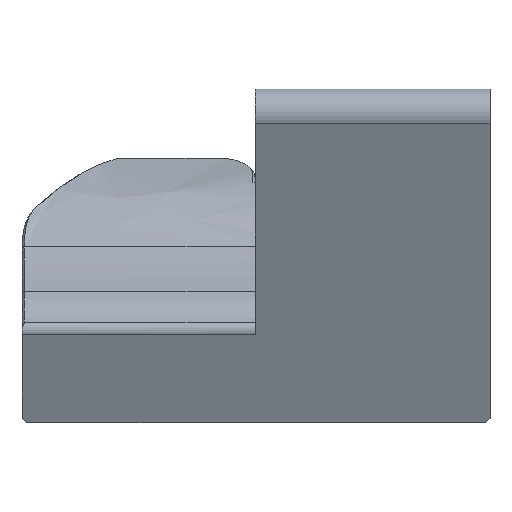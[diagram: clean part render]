
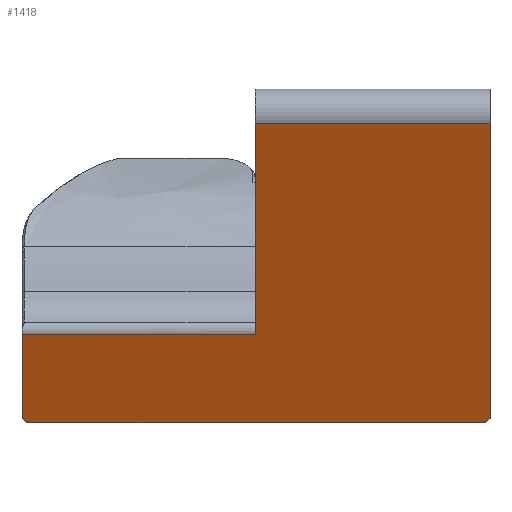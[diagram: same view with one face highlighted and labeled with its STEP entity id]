
A CAD part, top view. The second image highlights one B-rep face of the part: STEP entity #1418.
In plain terms, the highlighted planar face has unit normal (0, -0.423, 0.906).
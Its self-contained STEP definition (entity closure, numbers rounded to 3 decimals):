
#138=B_SPLINE_CURVE_WITH_KNOTS('',3,(#2930,#2931,#2932,#2933,#2934,#2935,
#2936),.UNSPECIFIED.,.F.,.F.,(4,3,4),(0.,0.072,0.144),
 .UNSPECIFIED.);
#152=B_SPLINE_CURVE_WITH_KNOTS('',3,(#3355,#3356,#3357,#3358),
 .UNSPECIFIED.,.F.,.F.,(4,4),(0.151,0.18),
 .UNSPECIFIED.);
#196=PLANE('',#1523);
#214=LINE('',#2573,#287);
#240=LINE('',#2980,#313);
#247=LINE('',#3429,#320);
#248=LINE('',#3432,#321);
#249=LINE('',#3433,#322);
#250=LINE('',#3434,#323);
#251=LINE('',#3435,#324);
#287=VECTOR('',#1613,10.);
#313=VECTOR('',#1661,10.);
#320=VECTOR('',#1692,2.);
#321=VECTOR('',#1695,10.);
#322=VECTOR('',#1696,10.);
#323=VECTOR('',#1697,10.);
#324=VECTOR('',#1698,10.);
#412=FACE_OUTER_BOUND('',#496,.T.);
#496=EDGE_LOOP('',(#1162,#1163,#1164,#1165,#1166,#1167,#1168,#1169,#1170));
#619=VERTEX_POINT('',#2571);
#620=VERTEX_POINT('',#2572);
#647=VERTEX_POINT('',#2928);
#648=VERTEX_POINT('',#2929);
#653=VERTEX_POINT('',#2978);
#661=VERTEX_POINT('',#3354);
#667=VERTEX_POINT('',#3413);
#671=VERTEX_POINT('',#3427);
#672=VERTEX_POINT('',#3431);
#773=EDGE_CURVE('',#619,#620,#214,.T.);
#815=EDGE_CURVE('',#647,#648,#138,.T.);
#825=EDGE_CURVE('',#653,#619,#240,.T.);
#844=EDGE_CURVE('',#648,#661,#152,.T.);
#855=EDGE_CURVE('',#671,#667,#247,.T.);
#856=EDGE_CURVE('',#672,#653,#248,.T.);
#857=EDGE_CURVE('',#667,#672,#249,.T.);
#858=EDGE_CURVE('',#661,#671,#250,.T.);
#859=EDGE_CURVE('',#620,#647,#251,.T.);
#1162=ORIENTED_EDGE('',*,*,#773,.F.);
#1163=ORIENTED_EDGE('',*,*,#825,.F.);
#1164=ORIENTED_EDGE('',*,*,#856,.F.);
#1165=ORIENTED_EDGE('',*,*,#857,.F.);
#1166=ORIENTED_EDGE('',*,*,#855,.F.);
#1167=ORIENTED_EDGE('',*,*,#858,.F.);
#1168=ORIENTED_EDGE('',*,*,#844,.F.);
#1169=ORIENTED_EDGE('',*,*,#815,.F.);
#1170=ORIENTED_EDGE('',*,*,#859,.F.);
#1418=ADVANCED_FACE('',(#412),#196,.T.);
#1523=AXIS2_PLACEMENT_3D('',#3430,#1693,#1694);
#1613=DIRECTION('',(-0.702,-0.646,-0.301));
#1661=DIRECTION('',(0.,-0.906,-0.423));
#1692=DIRECTION('',(1.,0.,0.));
#1693=DIRECTION('center_axis',(0.,-0.423,0.906));
#1694=DIRECTION('ref_axis',(0.,0.906,0.423));
#1695=DIRECTION('',(1.,0.,0.));
#1696=DIRECTION('',(0.,0.906,0.423));
#1697=DIRECTION('',(0.,0.906,0.423));
#1698=DIRECTION('',(-1.,0.,0.));
#2571=CARTESIAN_POINT('',(40.521,-51.859,44.576));
#2572=CARTESIAN_POINT('',(39.521,-52.779,44.147));
#2573=CARTESIAN_POINT('',(41.528,-50.932,45.008));
#2928=CARTESIAN_POINT('',(-54.919,-52.779,44.147));
#2929=CARTESIAN_POINT('',(-55.939,-51.859,44.576));
#2930=CARTESIAN_POINT('Ctrl Pts',(-54.919,-52.779,44.147));
#2931=CARTESIAN_POINT('Ctrl Pts',(-55.088,-52.626,44.218));
#2932=CARTESIAN_POINT('Ctrl Pts',(-55.258,-52.472,44.29));
#2933=CARTESIAN_POINT('Ctrl Pts',(-55.427,-52.319,44.361));
#2934=CARTESIAN_POINT('Ctrl Pts',(-55.597,-52.166,44.433));
#2935=CARTESIAN_POINT('Ctrl Pts',(-55.768,-52.012,44.504));
#2936=CARTESIAN_POINT('Ctrl Pts',(-55.939,-51.859,44.576));
#2978=CARTESIAN_POINT('',(40.521,8.887,72.902));
#2980=CARTESIAN_POINT('',(40.521,-3.2,67.266));
#3354=CARTESIAN_POINT('',(-55.94,-51.6,44.696));
#3355=CARTESIAN_POINT('Ctrl Pts',(-55.939,-51.859,44.576));
#3356=CARTESIAN_POINT('Ctrl Pts',(-55.939,-51.773,44.616));
#3357=CARTESIAN_POINT('Ctrl Pts',(-55.94,-51.686,44.656));
#3358=CARTESIAN_POINT('Ctrl Pts',(-55.94,-51.6,44.696));
#3413=CARTESIAN_POINT('',(-7.866,-34.55,52.647));
#3427=CARTESIAN_POINT('',(-55.94,-34.55,52.647));
#3429=CARTESIAN_POINT('',(-55.94,-34.55,52.647));
#3430=CARTESIAN_POINT('Origin',(40.521,-52.779,44.147));
#3431=CARTESIAN_POINT('',(-7.866,8.887,72.902));
#3432=CARTESIAN_POINT('',(28.424,8.887,72.902));
#3433=CARTESIAN_POINT('',(-7.866,-31.708,53.972));
#3434=CARTESIAN_POINT('',(-55.94,-15.026,61.751));
#3435=CARTESIAN_POINT('',(40.521,-52.779,44.147));
